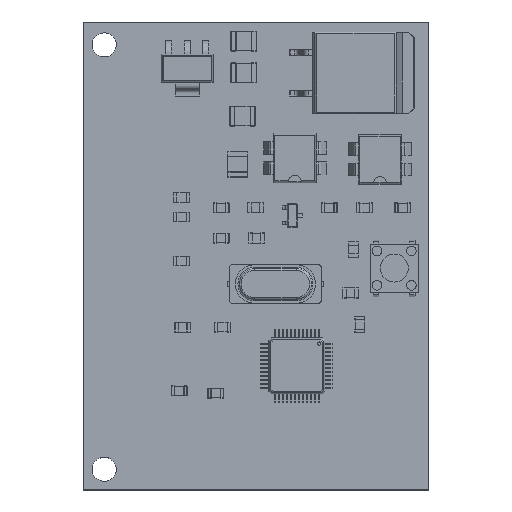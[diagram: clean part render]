
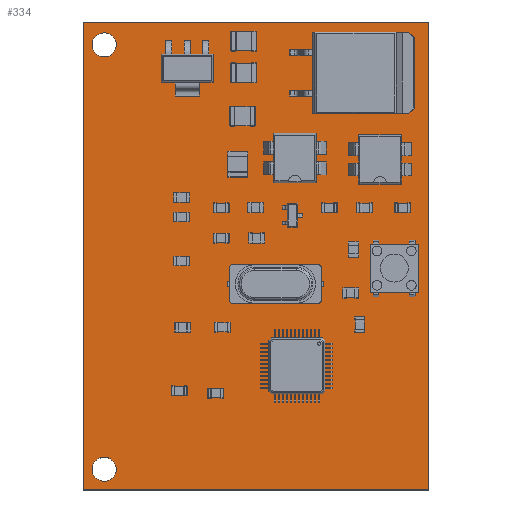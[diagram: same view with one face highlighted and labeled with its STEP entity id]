
A CAD part, top view. The second image highlights one B-rep face of the part: STEP entity #334.
In plain terms, the highlighted planar face has unit normal (0, 0, 1).
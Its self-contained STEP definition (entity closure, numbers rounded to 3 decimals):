
#149 = VERTEX_POINT('',#150);
#150 = CARTESIAN_POINT('',(-20.879,18.572,0.));
#167 = VERTEX_POINT('',#168);
#168 = CARTESIAN_POINT('',(22.301,18.572,0.));
#174 = EDGE_CURVE('',#149,#167,#175,.T.);
#175 = LINE('',#176,#177);
#176 = CARTESIAN_POINT('',(-20.879,18.572,0.));
#177 = VECTOR('',#178,1.);
#178 = DIRECTION('',(1.,0.,0.));
#198 = VERTEX_POINT('',#199);
#199 = CARTESIAN_POINT('',(22.301,76.992,0.));
#205 = EDGE_CURVE('',#167,#198,#206,.T.);
#206 = LINE('',#207,#208);
#207 = CARTESIAN_POINT('',(22.301,18.572,0.));
#208 = VECTOR('',#209,1.);
#209 = DIRECTION('',(0.,1.,0.));
#229 = VERTEX_POINT('',#230);
#230 = CARTESIAN_POINT('',(-20.879,76.992,0.));
#236 = EDGE_CURVE('',#198,#229,#237,.T.);
#237 = LINE('',#238,#239);
#238 = CARTESIAN_POINT('',(22.301,76.992,0.));
#239 = VECTOR('',#240,1.);
#240 = DIRECTION('',(-1.,0.,0.));
#258 = EDGE_CURVE('',#229,#149,#259,.T.);
#259 = LINE('',#260,#261);
#260 = CARTESIAN_POINT('',(-20.879,76.992,0.));
#261 = VECTOR('',#262,1.);
#262 = DIRECTION('',(0.,-1.,0.));
#273 = VERTEX_POINT('',#274);
#274 = CARTESIAN_POINT('',(-16.739,74.14,0.));
#290 = EDGE_CURVE('',#273,#273,#291,.T.);
#291 = CIRCLE('',#292,1.5);
#292 = AXIS2_PLACEMENT_3D('',#293,#294,#295);
#293 = CARTESIAN_POINT('',(-18.239,74.14,0.));
#294 = DIRECTION('',(0.,0.,-1.));
#295 = DIRECTION('',(1.,0.,0.));
#306 = VERTEX_POINT('',#307);
#307 = CARTESIAN_POINT('',(-16.739,21.156,0.));
#323 = EDGE_CURVE('',#306,#306,#324,.T.);
#324 = CIRCLE('',#325,1.5);
#325 = AXIS2_PLACEMENT_3D('',#326,#327,#328);
#326 = CARTESIAN_POINT('',(-18.239,21.156,0.));
#327 = DIRECTION('',(0.,0.,-1.));
#328 = DIRECTION('',(1.,0.,0.));
#334 = ADVANCED_FACE('',(#335,#341,#344),#347,.F.);
#335 = FACE_BOUND('',#336,.T.);
#336 = EDGE_LOOP('',(#337,#338,#339,#340));
#337 = ORIENTED_EDGE('',*,*,#174,.T.);
#338 = ORIENTED_EDGE('',*,*,#205,.T.);
#339 = ORIENTED_EDGE('',*,*,#236,.T.);
#340 = ORIENTED_EDGE('',*,*,#258,.T.);
#341 = FACE_BOUND('',#342,.T.);
#342 = EDGE_LOOP('',(#343));
#343 = ORIENTED_EDGE('',*,*,#290,.T.);
#344 = FACE_BOUND('',#345,.T.);
#345 = EDGE_LOOP('',(#346));
#346 = ORIENTED_EDGE('',*,*,#323,.T.);
#347 = PLANE('',#348);
#348 = AXIS2_PLACEMENT_3D('',#349,#350,#351);
#349 = CARTESIAN_POINT('',(-20.879,18.572,0.));
#350 = DIRECTION('',(0.,0.,-1.));
#351 = DIRECTION('',(-1.,0.,0.));
